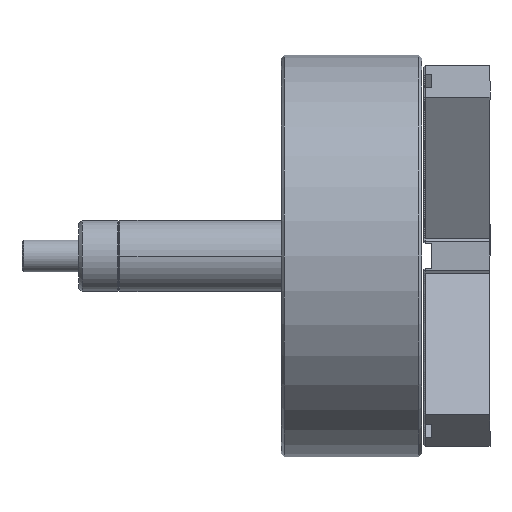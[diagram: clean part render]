
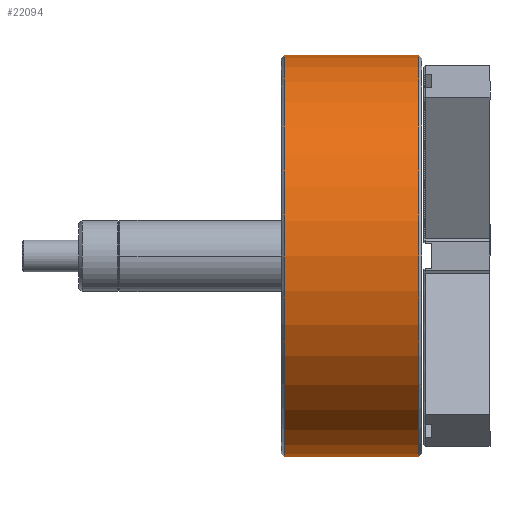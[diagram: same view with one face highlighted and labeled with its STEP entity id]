
A CAD part, front view. The second image highlights one B-rep face of the part: STEP entity #22094.
In plain terms, the highlighted cylindrical face has radius 127 mm (diameter 254 mm), a partial arc.
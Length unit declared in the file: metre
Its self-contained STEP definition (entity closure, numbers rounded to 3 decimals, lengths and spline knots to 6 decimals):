
#3861 = EDGE_CURVE ( 'NONE', #17437, #5192, #19474, .T. ) ;
#3955 = CYLINDRICAL_SURFACE ( 'NONE', #4000, 0.127 ) ;
#3960 = DIRECTION ( 'NONE',  ( 0., 0., 1. ) ) ;
#3974 = FACE_OUTER_BOUND ( 'NONE', #22095, .T. ) ;
#3999 = DIRECTION ( 'NONE',  ( -1., 0., 0. ) ) ;
#4000 = AXIS2_PLACEMENT_3D ( 'NONE', #4004, #3999, #3960 ) ;
#4004 = CARTESIAN_POINT ( 'NONE',  ( 0., 0., 0. ) ) ;
#4247 = CIRCLE ( 'NONE', #4286, 0.127 ) ;
#4265 = DIRECTION ( 'NONE',  ( 0., 0., 1. ) ) ;
#4266 = DIRECTION ( 'NONE',  ( -1., 0., 0. ) ) ;
#4267 = CARTESIAN_POINT ( 'NONE',  ( 0.087, 0., 0. ) ) ;
#4270 = CIRCLE ( 'NONE', #4274, 0.127 ) ;
#4271 = CARTESIAN_POINT ( 'NONE',  ( 0.002, 0., 0. ) ) ;
#4274 = AXIS2_PLACEMENT_3D ( 'NONE', #4271, #4300, #4299 ) ;
#4286 = AXIS2_PLACEMENT_3D ( 'NONE', #4267, #4266, #4265 ) ;
#4299 = DIRECTION ( 'NONE',  ( 0., 0., -1. ) ) ;
#4300 = DIRECTION ( 'NONE',  ( 1., 0., 0. ) ) ;
#5192 = VERTEX_POINT ( 'NONE', #19626 ) ;
#7306 = VERTEX_POINT ( 'NONE', #19808 ) ;
#12335 = DIRECTION ( 'NONE',  ( -1., 0., 0. ) ) ;
#12336 = VECTOR ( 'NONE', #12335, 1. ) ;
#12349 = CARTESIAN_POINT ( 'NONE',  ( 0., 0., 0.127 ) ) ;
#12351 = LINE ( 'NONE', #12349, #12336 ) ;
#13783 = CARTESIAN_POINT ( 'NONE',  ( 0.087, 0., 0.127 ) ) ;
#13869 = CARTESIAN_POINT ( 'NONE',  ( 0.087, 0., -0.127 ) ) ;
#17064 = EDGE_CURVE ( 'NONE', #17387, #7306, #12351, .T. ) ;
#17387 = VERTEX_POINT ( 'NONE', #13783 ) ;
#17437 = VERTEX_POINT ( 'NONE', #13869 ) ;
#19473 = CARTESIAN_POINT ( 'NONE',  ( 0., 0., -0.127 ) ) ;
#19474 = LINE ( 'NONE', #19473, #19531 ) ;
#19530 = DIRECTION ( 'NONE',  ( -1., 0., 0. ) ) ;
#19531 = VECTOR ( 'NONE', #19530, 1. ) ;
#19626 = CARTESIAN_POINT ( 'NONE',  ( 0.002, 0., -0.127 ) ) ;
#19808 = CARTESIAN_POINT ( 'NONE',  ( 0.002, 0., 0.127 ) ) ;
#22094 = ADVANCED_FACE ( 'NONE', ( #3974 ), #3955, .T. ) ;
#22095 = EDGE_LOOP ( 'NONE', ( #22236, #22167, #22176, #22168 ) ) ;
#22167 = ORIENTED_EDGE ( 'NONE', *, *, #22266, .T. ) ;
#22168 = ORIENTED_EDGE ( 'NONE', *, *, #22275, .T. ) ;
#22176 = ORIENTED_EDGE ( 'NONE', *, *, #17064, .T. ) ;
#22236 = ORIENTED_EDGE ( 'NONE', *, *, #3861, .F. ) ;
#22266 = EDGE_CURVE ( 'NONE', #17437, #17387, #4247, .T. ) ;
#22275 = EDGE_CURVE ( 'NONE', #7306, #5192, #4270, .T. ) ;
